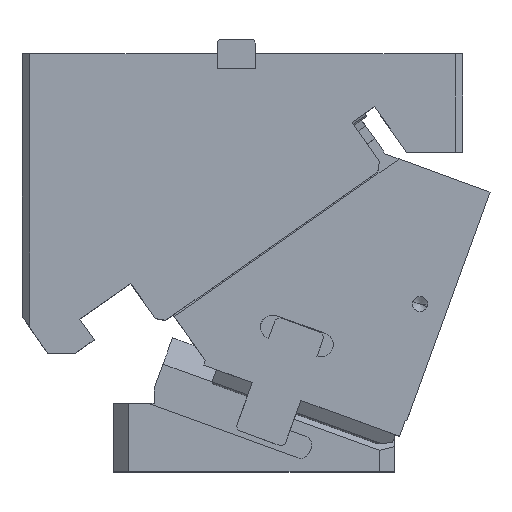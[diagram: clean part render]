
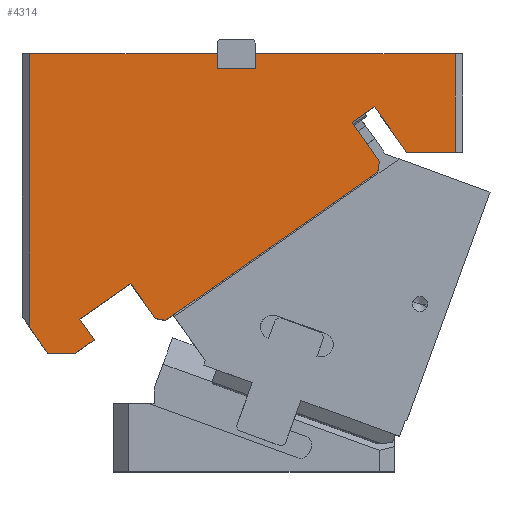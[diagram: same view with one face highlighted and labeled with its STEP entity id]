
A CAD part, top view. The second image highlights one B-rep face of the part: STEP entity #4314.
In plain terms, the highlighted planar face has unit normal (0, 0, 1).
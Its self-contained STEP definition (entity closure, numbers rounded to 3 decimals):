
#77=CARTESIAN_POINT('Vertex',(-54.877,104.08,55.)) ;
#80=CARTESIAN_POINT('Line Origine',(-55.491,100.598,55.)) ;
#84=CARTESIAN_POINT('Vertex',(-56.105,97.116,55.)) ;
#111=CARTESIAN_POINT('Vertex',(-195.361,-0.392,55.)) ;
#126=CARTESIAN_POINT('Line Origine',(-125.733,48.362,55.)) ;
#152=CARTESIAN_POINT('Line Origine',(-198.843,0.222,55.)) ;
#156=CARTESIAN_POINT('Vertex',(-202.324,0.836,55.)) ;
#912=CARTESIAN_POINT('Line Origine',(-65.572,135.045,55.)) ;
#916=CARTESIAN_POINT('Vertex',(-72.945,129.883,55.)) ;
#918=CARTESIAN_POINT('Vertex',(-58.2,140.207,55.)) ;
#1343=CARTESIAN_POINT('Vertex',(-251.963,0.246,55.)) ;
#1346=CARTESIAN_POINT('Line Origine',(-247.235,-6.507,55.)) ;
#1350=CARTESIAN_POINT('Vertex',(-242.506,-13.26,55.)) ;
#1581=CARTESIAN_POINT('Line Origine',(-47.624,125.104,55.)) ;
#1585=CARTESIAN_POINT('Vertex',(-37.049,110.,55.)) ;
#1949=CARTESIAN_POINT('Vertex',(-5.,110.,55.)) ;
#1952=CARTESIAN_POINT('Line Origine',(-21.024,110.,55.)) ;
#2165=CARTESIAN_POINT('Vertex',(-136.5,175.,55.)) ;
#2168=CARTESIAN_POINT('Line Origine',(-70.75,175.,55.)) ;
#2172=CARTESIAN_POINT('Vertex',(-5.,175.,55.)) ;
#2445=CARTESIAN_POINT('Vertex',(-285.,175.,55.)) ;
#2448=CARTESIAN_POINT('Line Origine',(-223.25,175.,55.)) ;
#2452=CARTESIAN_POINT('Vertex',(-161.5,175.,55.)) ;
#2709=CARTESIAN_POINT('Vertex',(-273.01,-22.,55.)) ;
#2712=CARTESIAN_POINT('Line Origine',(-279.005,-13.438,55.)) ;
#2716=CARTESIAN_POINT('Vertex',(-285.,-4.876,55.)) ;
#2877=CARTESIAN_POINT('Vertex',(-254.987,-22.,55.)) ;
#2880=CARTESIAN_POINT('Line Origine',(-263.998,-22.,55.)) ;
#3000=CARTESIAN_POINT('Line Origine',(-248.747,-17.63,55.)) ;
#3180=CARTESIAN_POINT('Line Origine',(-5.,142.5,55.)) ;
#3203=CARTESIAN_POINT('Vertex',(-136.5,165.,55.)) ;
#3206=CARTESIAN_POINT('Line Origine',(-136.5,170.,55.)) ;
#3229=CARTESIAN_POINT('Vertex',(-161.5,165.,55.)) ;
#3232=CARTESIAN_POINT('Line Origine',(-149.,165.,55.)) ;
#3249=CARTESIAN_POINT('Line Origine',(-161.5,170.,55.)) ;
#3271=CARTESIAN_POINT('Line Origine',(-285.,85.062,55.)) ;
#4270=CARTESIAN_POINT('Axis2P3D Location',(0.,175.,55.)) ;
#4275=CARTESIAN_POINT('Line Origine',(-210.351,12.299,55.)) ;
#4279=CARTESIAN_POINT('Vertex',(-218.378,23.763,55.)) ;
#4282=CARTESIAN_POINT('Line Origine',(-63.911,116.981,55.)) ;
#4287=CARTESIAN_POINT('Line Origine',(-235.171,12.005,55.)) ;
#81=DIRECTION('Vector Direction',(0.174,0.985,0.)) ;
#127=DIRECTION('Vector Direction',(0.819,0.574,0.)) ;
#153=DIRECTION('Vector Direction',(0.985,-0.174,0.)) ;
#913=DIRECTION('Vector Direction',(0.819,0.574,0.)) ;
#1347=DIRECTION('Vector Direction',(-0.574,0.819,0.)) ;
#1582=DIRECTION('Vector Direction',(0.574,-0.819,0.)) ;
#1953=DIRECTION('Vector Direction',(1.,0.,0.)) ;
#2169=DIRECTION('Vector Direction',(-1.,0.,0.)) ;
#2449=DIRECTION('Vector Direction',(-1.,0.,0.)) ;
#2713=DIRECTION('Vector Direction',(0.574,-0.819,0.)) ;
#2881=DIRECTION('Vector Direction',(1.,0.,0.)) ;
#3001=DIRECTION('Vector Direction',(-0.819,-0.574,0.)) ;
#3181=DIRECTION('Vector Direction',(0.,1.,0.)) ;
#3207=DIRECTION('Vector Direction',(0.,1.,0.)) ;
#3233=DIRECTION('Vector Direction',(1.,0.,0.)) ;
#3250=DIRECTION('Vector Direction',(0.,1.,0.)) ;
#3272=DIRECTION('Vector Direction',(0.,-1.,0.)) ;
#4271=DIRECTION('Axis2P3D Direction',(0.,0.,1.)) ;
#4272=DIRECTION('Axis2P3D XDirection',(1.,0.,0.)) ;
#4276=DIRECTION('Vector Direction',(-0.574,0.819,0.)) ;
#4283=DIRECTION('Vector Direction',(-0.574,0.819,0.)) ;
#4288=DIRECTION('Vector Direction',(-0.819,-0.574,0.)) ;
#4273=AXIS2_PLACEMENT_3D('Plane Axis2P3D',#4270,#4271,#4272) ;
#4293=ORIENTED_EDGE('',*,*,#4281,.F.) ;
#4294=ORIENTED_EDGE('',*,*,#158,.T.) ;
#4295=ORIENTED_EDGE('',*,*,#130,.T.) ;
#4296=ORIENTED_EDGE('',*,*,#86,.T.) ;
#4297=ORIENTED_EDGE('',*,*,#4286,.T.) ;
#4298=ORIENTED_EDGE('',*,*,#920,.T.) ;
#4299=ORIENTED_EDGE('',*,*,#1587,.T.) ;
#4300=ORIENTED_EDGE('',*,*,#1956,.T.) ;
#4301=ORIENTED_EDGE('',*,*,#3184,.T.) ;
#4302=ORIENTED_EDGE('',*,*,#2174,.T.) ;
#4303=ORIENTED_EDGE('',*,*,#3210,.F.) ;
#4304=ORIENTED_EDGE('',*,*,#3236,.F.) ;
#4305=ORIENTED_EDGE('',*,*,#3253,.T.) ;
#4306=ORIENTED_EDGE('',*,*,#2454,.T.) ;
#4307=ORIENTED_EDGE('',*,*,#3275,.T.) ;
#4308=ORIENTED_EDGE('',*,*,#2718,.T.) ;
#4309=ORIENTED_EDGE('',*,*,#2884,.T.) ;
#4310=ORIENTED_EDGE('',*,*,#3004,.F.) ;
#4311=ORIENTED_EDGE('',*,*,#1352,.T.) ;
#4312=ORIENTED_EDGE('',*,*,#4291,.F.) ;
#82=VECTOR('Line Direction',#81,1.) ;
#128=VECTOR('Line Direction',#127,1.) ;
#154=VECTOR('Line Direction',#153,1.) ;
#914=VECTOR('Line Direction',#913,1.) ;
#1348=VECTOR('Line Direction',#1347,1.) ;
#1583=VECTOR('Line Direction',#1582,1.) ;
#1954=VECTOR('Line Direction',#1953,1.) ;
#2170=VECTOR('Line Direction',#2169,1.) ;
#2450=VECTOR('Line Direction',#2449,1.) ;
#2714=VECTOR('Line Direction',#2713,1.) ;
#2882=VECTOR('Line Direction',#2881,1.) ;
#3002=VECTOR('Line Direction',#3001,1.) ;
#3182=VECTOR('Line Direction',#3181,1.) ;
#3208=VECTOR('Line Direction',#3207,1.) ;
#3234=VECTOR('Line Direction',#3233,1.) ;
#3251=VECTOR('Line Direction',#3250,1.) ;
#3273=VECTOR('Line Direction',#3272,1.) ;
#4277=VECTOR('Line Direction',#4276,1.) ;
#4284=VECTOR('Line Direction',#4283,1.) ;
#4289=VECTOR('Line Direction',#4288,1.) ;
#4314=ADVANCED_FACE('CAM HOLDER',(#4313),#4274,.T.) ;
#86=EDGE_CURVE('',#85,#78,#83,.T.) ;
#130=EDGE_CURVE('',#112,#85,#129,.T.) ;
#158=EDGE_CURVE('',#157,#112,#155,.T.) ;
#920=EDGE_CURVE('',#917,#919,#915,.T.) ;
#1352=EDGE_CURVE('',#1351,#1344,#1349,.T.) ;
#1587=EDGE_CURVE('',#919,#1586,#1584,.T.) ;
#1956=EDGE_CURVE('',#1586,#1950,#1955,.T.) ;
#2174=EDGE_CURVE('',#2173,#2166,#2171,.T.) ;
#2454=EDGE_CURVE('',#2453,#2446,#2451,.T.) ;
#2718=EDGE_CURVE('',#2717,#2710,#2715,.T.) ;
#2884=EDGE_CURVE('',#2710,#2878,#2883,.T.) ;
#3004=EDGE_CURVE('',#1351,#2878,#3003,.T.) ;
#3184=EDGE_CURVE('',#1950,#2173,#3183,.T.) ;
#3210=EDGE_CURVE('',#3204,#2166,#3209,.T.) ;
#3236=EDGE_CURVE('',#3230,#3204,#3235,.T.) ;
#3253=EDGE_CURVE('',#3230,#2453,#3252,.T.) ;
#3275=EDGE_CURVE('',#2446,#2717,#3274,.T.) ;
#4281=EDGE_CURVE('',#157,#4280,#4278,.T.) ;
#4286=EDGE_CURVE('',#78,#917,#4285,.T.) ;
#4291=EDGE_CURVE('',#4280,#1344,#4290,.T.) ;
#4292=EDGE_LOOP('',(#4293,#4294,#4295,#4296,#4297,#4298,#4299,#4300,#4301,#4302,#4303,#4304,#4305,#4306,#4307,#4308,#4309,#4310,#4311,#4312)) ;
#4313=FACE_OUTER_BOUND('',#4292,.T.) ;
#83=LINE('Line',#80,#82) ;
#129=LINE('Line',#126,#128) ;
#155=LINE('Line',#152,#154) ;
#915=LINE('Line',#912,#914) ;
#1349=LINE('Line',#1346,#1348) ;
#1584=LINE('Line',#1581,#1583) ;
#1955=LINE('Line',#1952,#1954) ;
#2171=LINE('Line',#2168,#2170) ;
#2451=LINE('Line',#2448,#2450) ;
#2715=LINE('Line',#2712,#2714) ;
#2883=LINE('Line',#2880,#2882) ;
#3003=LINE('Line',#3000,#3002) ;
#3183=LINE('Line',#3180,#3182) ;
#3209=LINE('Line',#3206,#3208) ;
#3235=LINE('Line',#3232,#3234) ;
#3252=LINE('Line',#3249,#3251) ;
#3274=LINE('Line',#3271,#3273) ;
#4278=LINE('Line',#4275,#4277) ;
#4285=LINE('Line',#4282,#4284) ;
#4290=LINE('Line',#4287,#4289) ;
#4274=PLANE('Plane',#4273) ;
#78=VERTEX_POINT('',#77) ;
#85=VERTEX_POINT('',#84) ;
#112=VERTEX_POINT('',#111) ;
#157=VERTEX_POINT('',#156) ;
#917=VERTEX_POINT('',#916) ;
#919=VERTEX_POINT('',#918) ;
#1344=VERTEX_POINT('',#1343) ;
#1351=VERTEX_POINT('',#1350) ;
#1586=VERTEX_POINT('',#1585) ;
#1950=VERTEX_POINT('',#1949) ;
#2166=VERTEX_POINT('',#2165) ;
#2173=VERTEX_POINT('',#2172) ;
#2446=VERTEX_POINT('',#2445) ;
#2453=VERTEX_POINT('',#2452) ;
#2710=VERTEX_POINT('',#2709) ;
#2717=VERTEX_POINT('',#2716) ;
#2878=VERTEX_POINT('',#2877) ;
#3204=VERTEX_POINT('',#3203) ;
#3230=VERTEX_POINT('',#3229) ;
#4280=VERTEX_POINT('',#4279) ;
